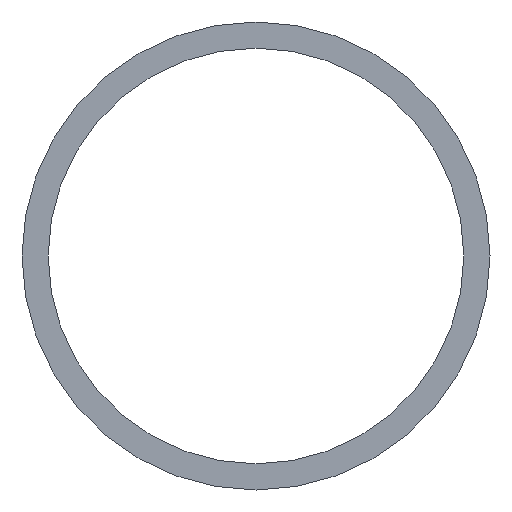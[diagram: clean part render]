
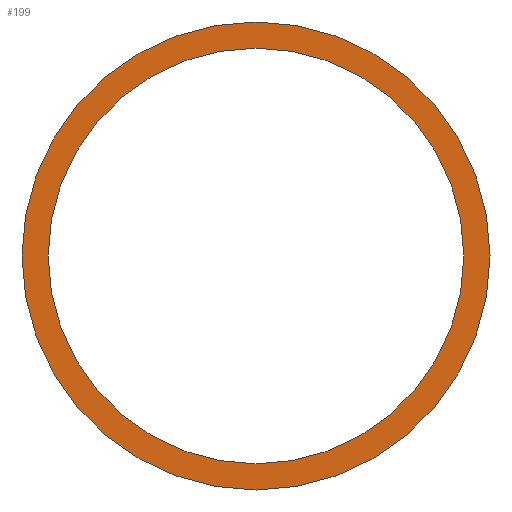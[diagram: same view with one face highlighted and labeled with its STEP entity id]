
A CAD part, front view. The second image highlights one B-rep face of the part: STEP entity #199.
In plain terms, the highlighted planar face has unit normal (0, -1, 0).
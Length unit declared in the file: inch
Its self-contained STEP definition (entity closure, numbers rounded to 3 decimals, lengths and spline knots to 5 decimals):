
#6 = CIRCLE ( 'NONE', #234, 0.25 ) ;
#15 = CARTESIAN_POINT ( 'NONE',  ( 0., 0., 0.222 ) ) ;
#18 = EDGE_CURVE ( 'NONE', #185, #86, #160, .T. ) ;
#22 = FACE_BOUND ( 'NONE', #137, .T. ) ;
#33 = ORIENTED_EDGE ( 'NONE', *, *, #18, .T. ) ;
#35 = CIRCLE ( 'NONE', #201, 0.222 ) ;
#36 = DIRECTION ( 'NONE',  ( 0., 1., 0. ) ) ;
#37 = EDGE_CURVE ( 'NONE', #219, #196, #6, .T. ) ;
#38 = DIRECTION ( 'NONE',  ( 0., 0., 1. ) ) ;
#40 = DIRECTION ( 'NONE',  ( 0., 1., 0. ) ) ;
#41 = AXIS2_PLACEMENT_3D ( 'NONE', #58, #36, #61 ) ;
#51 = CARTESIAN_POINT ( 'NONE',  ( 0., 0., 0. ) ) ;
#58 = CARTESIAN_POINT ( 'NONE',  ( 0., 0., 0. ) ) ;
#61 = DIRECTION ( 'NONE',  ( 0., 0., 1. ) ) ;
#66 = EDGE_CURVE ( 'NONE', #86, #185, #35, .T. ) ;
#71 = DIRECTION ( 'NONE',  ( 0., 0., 1. ) ) ;
#86 = VERTEX_POINT ( 'NONE', #15 ) ;
#104 = ORIENTED_EDGE ( 'NONE', *, *, #66, .T. ) ;
#119 = AXIS2_PLACEMENT_3D ( 'NONE', #121, #249, #71 ) ;
#121 = CARTESIAN_POINT ( 'NONE',  ( 0., 0., 0. ) ) ;
#128 = ORIENTED_EDGE ( 'NONE', *, *, #129, .F. ) ;
#129 = EDGE_CURVE ( 'NONE', #196, #219, #140, .T. ) ;
#137 = EDGE_LOOP ( 'NONE', ( #33, #104 ) ) ;
#140 = CIRCLE ( 'NONE', #119, 0.25 ) ;
#153 = AXIS2_PLACEMENT_3D ( 'NONE', #235, #213, #204 ) ;
#160 = CIRCLE ( 'NONE', #41, 0.222 ) ;
#166 = PLANE ( 'NONE',  #153 ) ;
#180 = CARTESIAN_POINT ( 'NONE',  ( 0., 0., 0.25 ) ) ;
#182 = DIRECTION ( 'NONE',  ( 0., 0., 1. ) ) ;
#183 = CARTESIAN_POINT ( 'NONE',  ( 0., 0., -0.222 ) ) ;
#184 = DIRECTION ( 'NONE',  ( 0., 1., 0. ) ) ;
#185 = VERTEX_POINT ( 'NONE', #183 ) ;
#195 = ORIENTED_EDGE ( 'NONE', *, *, #37, .F. ) ;
#196 = VERTEX_POINT ( 'NONE', #211 ) ;
#199 = ADVANCED_FACE ( 'NONE', ( #236, #22 ), #166, .F. ) ;
#201 = AXIS2_PLACEMENT_3D ( 'NONE', #51, #40, #38 ) ;
#202 = CARTESIAN_POINT ( 'NONE',  ( 0., 0., 0. ) ) ;
#204 = DIRECTION ( 'NONE',  ( 0., 0., 1. ) ) ;
#211 = CARTESIAN_POINT ( 'NONE',  ( 0., 0., -0.25 ) ) ;
#213 = DIRECTION ( 'NONE',  ( 0., 1., 0. ) ) ;
#219 = VERTEX_POINT ( 'NONE', #180 ) ;
#234 = AXIS2_PLACEMENT_3D ( 'NONE', #202, #184, #182 ) ;
#235 = CARTESIAN_POINT ( 'NONE',  ( 0., 0., 0. ) ) ;
#236 = FACE_OUTER_BOUND ( 'NONE', #250, .T. ) ;
#249 = DIRECTION ( 'NONE',  ( 0., 1., 0. ) ) ;
#250 = EDGE_LOOP ( 'NONE', ( #128, #195 ) ) ;
